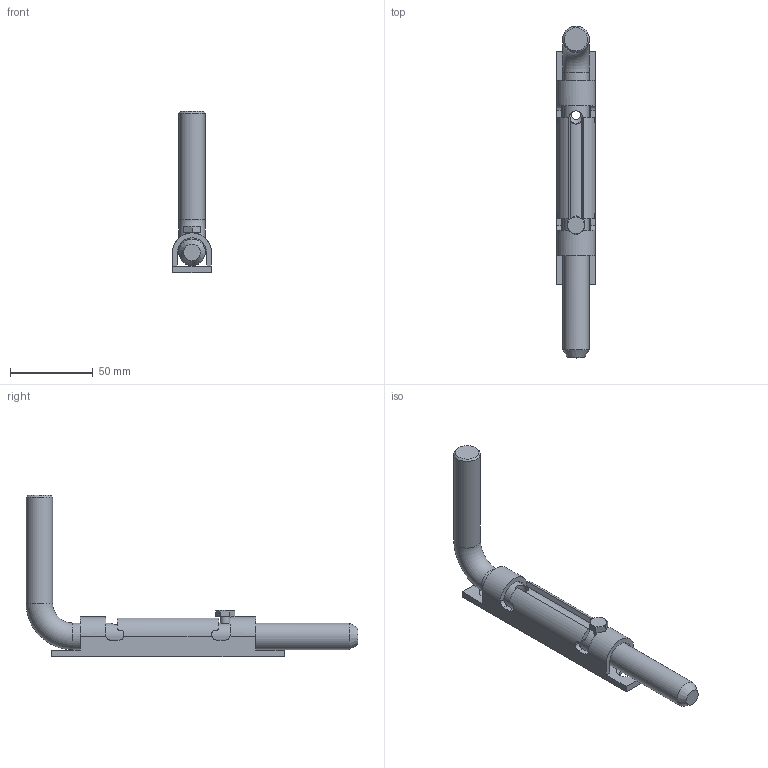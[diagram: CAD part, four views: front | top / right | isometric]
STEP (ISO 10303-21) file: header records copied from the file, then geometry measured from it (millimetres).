
FILE_DESCRIPTION (( 'STEP AP203' ), '1' );
FILE_NAME ('67-A-200.step', '2024-07-31T11:50:36', ( '' ), ( '' ), 'SwSTEP 2.0', 'SolidWorks 2018', '' );
FILE_SCHEMA (( 'CONFIG_CONTROL_DESIGN' ));
Length unit declared in the file: millimetre
Products named in the file (4): DIN 931_DIN 931 M6x20; 67-A-X00 Teil1_67-A-200 Teil1; 67-A-200; 67-A-X00 Teil2_67-A-200 Teil2
Assembly tree (3 placements, depth 2):
  67-A-200
    67-A-X00 Teil1_67-A-200 Teil1
    67-A-X00 Teil2_67-A-200 Teil2
    DIN 931_DIN 931 M6x20
Bounding box: 23.5 x 200 x 97.25 mm (x, y, z)
Volume: 78062.7 mm3; surface area: 31427 mm2
Topology: 3 solids, 3 shells, 325 faces, 888 edges, 588 vertices
Faces by surface type: plane 175, bspline 102, cylinder 33, cone 14, torus 1
Full cylindrical faces by diameter (mm): 5 x1, 5.5 x2, 6 x1, 8 x1, 8.5 x2, 16 x2
Entity records: 16717 total; most frequent: CARTESIAN_POINT 8928, ORIENTED_EDGE 1714, DIRECTION 1133, EDGE_CURVE 857, VERTEX_POINT 578, LINE 539, VECTOR 539, EDGE_LOOP 379
